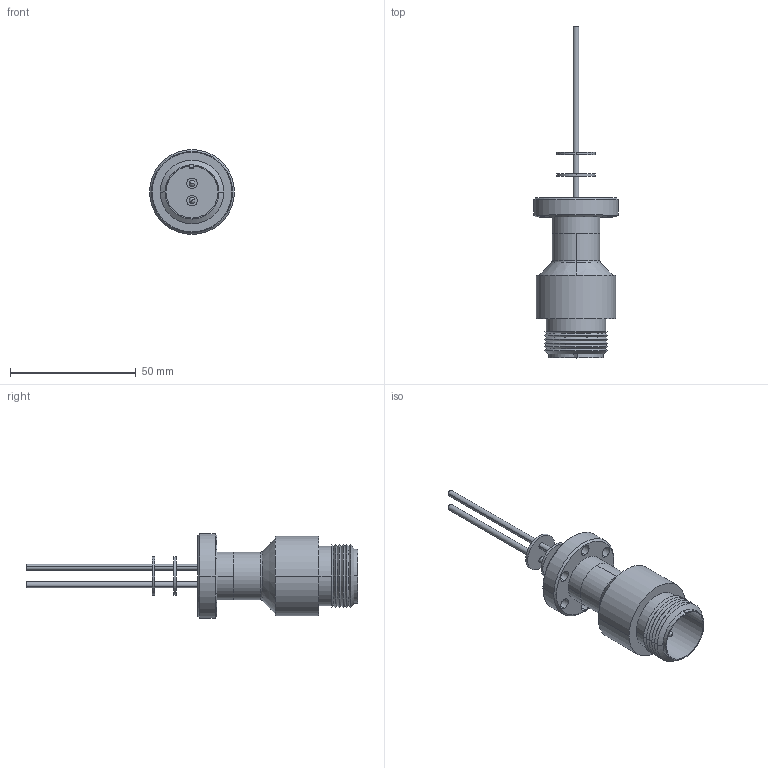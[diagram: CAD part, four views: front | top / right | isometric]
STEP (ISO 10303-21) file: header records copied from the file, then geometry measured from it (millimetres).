
FILE_DESCRIPTION (( 'STEP AP203' ), '1' );
FILE_NAME ('A2568-1-CF.STEP', '2019-09-19T12:25:13', ( '' ), ( '' ), 'SwSTEP 2.0', 'SolidWorks 2019', '' );
FILE_SCHEMA (( 'CONFIG_CONTROL_DESIGN' ));
Length unit declared in the file: inch
Products named in the file (1): A2568-1-CF
Bounding box: 33.78 x 132.11 x 33.78 mm (x, y, z)
Volume: 19358.4 mm3; surface area: 15031.4 mm2
Topology: 1 solids, 1 shells, 138 faces, 305 edges, 190 vertices
Faces by surface type: cylinder 65, plane 37, cone 30, torus 6
Entity records: 3963 total; most frequent: DIRECTION 743, CARTESIAN_POINT 670, ORIENTED_EDGE 610, AXIS2_PLACEMENT_3D 310, EDGE_CURVE 305, VERTEX_POINT 190, EDGE_LOOP 175, CIRCLE 171
